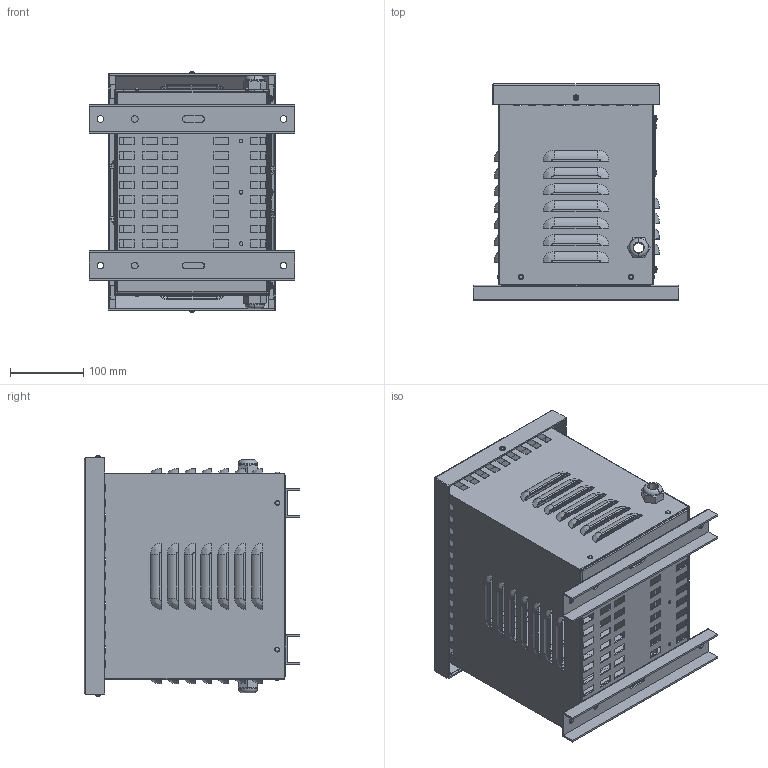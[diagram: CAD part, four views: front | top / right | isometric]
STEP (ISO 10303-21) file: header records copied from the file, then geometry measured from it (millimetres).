
FILE_DESCRIPTION(/* description */ (''),/* implementation_level */ '2;1');
FILE_NAME(/* name */ 'XRB04230533.stp',/* time_stamp */ '2023-03-24T14:22:07+01:00',/* author */ ('velazquez'),/* organization */ (''),/* preprocessor_version */ 'ST-DEVELOPER v19.2',/* originating_system */ 'Autodesk Inventor 2023',/* authorisation */ '');
FILE_SCHEMA (('AUTOMOTIVE_DESIGN { 1 0 10303 214 3 1 1 }'));
Length unit declared in the file: millimetre
Products named in the file (10): XRB04230533; BASE CAJA 3-5KVA EXPORT; PATA CAJA 3-5KVA EXPORT; CUERPO CAJA 3-5KVA EXPORT; TAPA FRONTAL CAJA 3-5KVA EXPORT; PLACA CARACTERISTICAS; TAPA SUPERIOR CAJA 3-5KVA EXPORT; ISO 7045 - M4 x 5 - 4.8 - H; IFI 521 - 42, TPHSSPMBR; 1411144
Assembly tree (29 placements, depth 2):
  XRB04230533
    BASE CAJA 3-5KVA EXPORT
    PATA CAJA 3-5KVA EXPORT  x2
    CUERPO CAJA 3-5KVA EXPORT
    TAPA FRONTAL CAJA 3-5KVA EXPORT
    PLACA CARACTERISTICAS
    TAPA SUPERIOR CAJA 3-5KVA EXPORT
    ISO 7045 - M4 x 5 - 4.8 - H  x8
    IFI 521 - 42, TPHSSPMBR  x12
    1411144  x2
Bounding box: 280 x 294.5 x 328.13 mm (x, y, z)
Volume: 827636 mm3; surface area: 1060852.9 mm2
Topology: 29 solids, 29 shells, 1436 faces, 3791 edges, 2393 vertices
Faces by surface type: plane 841, cylinder 283, bspline 128, cone 100, torus 64, sphere 20
Full cylindrical faces by diameter (mm): 3 x12, 3.2 x12, 3.621 x8, 3.8 x10, 4 x12, 4.8 x17, 9 x8, 24 x2
Entity records: 36390 total; most frequent: CARTESIAN_POINT 7068, ORIENTED_EDGE 5794, DIRECTION 5614, EDGE_CURVE 2897, LINE 2120, VECTOR 2120, VERTEX_POINT 1842, AXIS2_PLACEMENT_3D 1747
